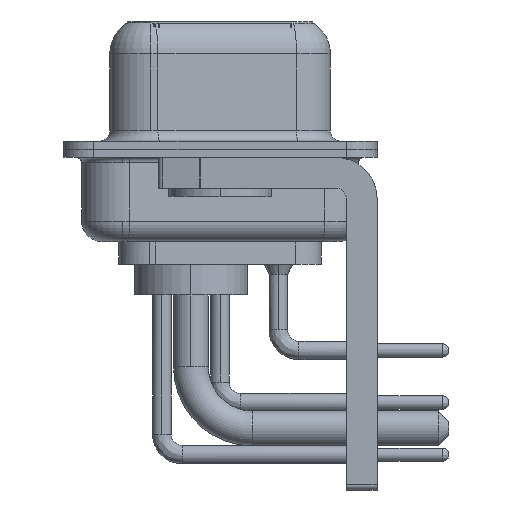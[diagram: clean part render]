
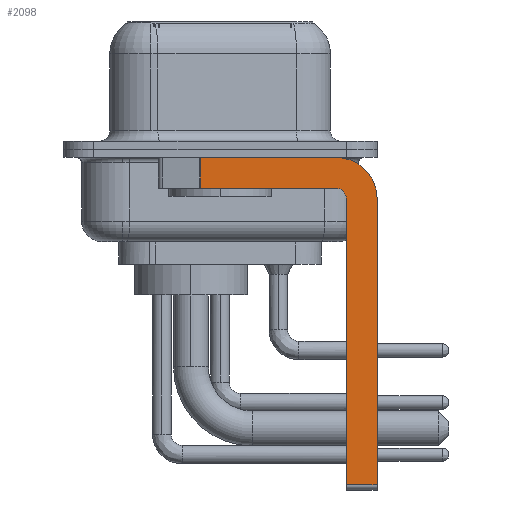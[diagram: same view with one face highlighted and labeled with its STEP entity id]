
A CAD part, left-side view. The second image highlights one B-rep face of the part: STEP entity #2098.
In plain terms, the highlighted planar face has unit normal (-1, 0, 0).
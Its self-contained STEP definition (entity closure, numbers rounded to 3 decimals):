
#302 = CARTESIAN_POINT ( 'NONE',  ( -2.9, -5.65, -1.9 ) ) ;
#1426 = VERTEX_POINT ( 'NONE', #18728 ) ;
#2098 = ADVANCED_FACE ( 'NONE', ( #16373 ), #27117, .F. ) ;
#2205 = EDGE_CURVE ( 'NONE', #8034, #2711, #17724, .T. ) ;
#2325 = DIRECTION ( 'NONE',  ( 1., 0., 0. ) ) ;
#2711 = VERTEX_POINT ( 'NONE', #16592 ) ;
#4228 = VECTOR ( 'NONE', #9724, 1000. ) ;
#4369 = DIRECTION ( 'NONE',  ( 0., 0., 1. ) ) ;
#5393 = CARTESIAN_POINT ( 'NONE',  ( -2.9, -7.65, -16.35 ) ) ;
#6098 = CARTESIAN_POINT ( 'NONE',  ( -2.9, 3., -0.4 ) ) ;
#6209 = CARTESIAN_POINT ( 'NONE',  ( -2.9, -7.65, -2.4 ) ) ;
#6835 = VECTOR ( 'NONE', #15892, 1000. ) ;
#7357 = CARTESIAN_POINT ( 'NONE',  ( -2.9, -6.15, -16.6 ) ) ;
#7600 = DIRECTION ( 'NONE',  ( 0., 0., -1. ) ) ;
#8034 = VERTEX_POINT ( 'NONE', #33516 ) ;
#8761 = DIRECTION ( 'NONE',  ( 0., 0., 1. ) ) ;
#8846 = LINE ( 'NONE', #6209, #4228 ) ;
#9129 = DIRECTION ( 'NONE',  ( 0., 0., -1. ) ) ;
#9724 = DIRECTION ( 'NONE',  ( 0., 0., -1. ) ) ;
#10380 = EDGE_CURVE ( 'NONE', #29044, #15367, #8846, .T. ) ;
#10504 = EDGE_LOOP ( 'NONE', ( #29852, #27647, #34324, #31487, #17231, #17903, #34314, #29554 ) ) ;
#12670 = EDGE_CURVE ( 'NONE', #23521, #16724, #16781, .T. ) ;
#12736 = CARTESIAN_POINT ( 'NONE',  ( -2.9, -5.65, -16.35 ) ) ;
#13449 = CARTESIAN_POINT ( 'NONE',  ( -2.9, -5.65, -1.9 ) ) ;
#13658 = VECTOR ( 'NONE', #33333, 1000. ) ;
#13736 = CARTESIAN_POINT ( 'NONE',  ( -2.9, -5.65, -2.4 ) ) ;
#14272 = CARTESIAN_POINT ( 'NONE',  ( -2.9, 0.978, -1.9 ) ) ;
#15367 = VERTEX_POINT ( 'NONE', #5393 ) ;
#15379 = LINE ( 'NONE', #12736, #6835 ) ;
#15400 = VECTOR ( 'NONE', #4369, 1000. ) ;
#15892 = DIRECTION ( 'NONE',  ( 0., -1., 0. ) ) ;
#16373 = FACE_OUTER_BOUND ( 'NONE', #10504, .T. ) ;
#16592 = CARTESIAN_POINT ( 'NONE',  ( -2.9, -6.15, -2.4 ) ) ;
#16724 = VERTEX_POINT ( 'NONE', #28620 ) ;
#16781 = LINE ( 'NONE', #13449, #25747 ) ;
#17210 = CARTESIAN_POINT ( 'NONE',  ( -2.9, -7.65, -2.4 ) ) ;
#17231 = ORIENTED_EDGE ( 'NONE', *, *, #2205, .F. ) ;
#17278 = EDGE_CURVE ( 'NONE', #8034, #15367, #15379, .T. ) ;
#17724 = LINE ( 'NONE', #7357, #15400 ) ;
#17903 = ORIENTED_EDGE ( 'NONE', *, *, #17278, .T. ) ;
#18728 = CARTESIAN_POINT ( 'NONE',  ( -2.9, 0.978, -0.4 ) ) ;
#20187 = EDGE_CURVE ( 'NONE', #2711, #23521, #26043, .T. ) ;
#20968 = AXIS2_PLACEMENT_3D ( 'NONE', #33357, #24943, #8761 ) ;
#21856 = EDGE_CURVE ( 'NONE', #21987, #29044, #33737, .T. ) ;
#21987 = VERTEX_POINT ( 'NONE', #24997 ) ;
#22627 = LINE ( 'NONE', #6098, #13658 ) ;
#23521 = VERTEX_POINT ( 'NONE', #302 ) ;
#23640 = EDGE_CURVE ( 'NONE', #1426, #21987, #22627, .T. ) ;
#24216 = AXIS2_PLACEMENT_3D ( 'NONE', #34319, #2325, #7600 ) ;
#24481 = DIRECTION ( 'NONE',  ( 1., 0., 0. ) ) ;
#24497 = LINE ( 'NONE', #14272, #28486 ) ;
#24943 = DIRECTION ( 'NONE',  ( -1., 0., 0. ) ) ;
#24997 = CARTESIAN_POINT ( 'NONE',  ( -2.9, -5.65, -0.4 ) ) ;
#25747 = VECTOR ( 'NONE', #27174, 1000. ) ;
#26043 = CIRCLE ( 'NONE', #20968, 0.5 ) ;
#27117 = PLANE ( 'NONE',  #28309 ) ;
#27174 = DIRECTION ( 'NONE',  ( 0., 1., 0. ) ) ;
#27647 = ORIENTED_EDGE ( 'NONE', *, *, #28372, .T. ) ;
#28309 = AXIS2_PLACEMENT_3D ( 'NONE', #13736, #24481, #9129 ) ;
#28372 = EDGE_CURVE ( 'NONE', #1426, #16724, #24497, .T. ) ;
#28486 = VECTOR ( 'NONE', #32912, 1000. ) ;
#28620 = CARTESIAN_POINT ( 'NONE',  ( -2.9, 0.978, -1.9 ) ) ;
#29044 = VERTEX_POINT ( 'NONE', #17210 ) ;
#29554 = ORIENTED_EDGE ( 'NONE', *, *, #21856, .F. ) ;
#29852 = ORIENTED_EDGE ( 'NONE', *, *, #23640, .F. ) ;
#31487 = ORIENTED_EDGE ( 'NONE', *, *, #20187, .F. ) ;
#32912 = DIRECTION ( 'NONE',  ( 0., 0., -1. ) ) ;
#33333 = DIRECTION ( 'NONE',  ( 0., -1., 0. ) ) ;
#33357 = CARTESIAN_POINT ( 'NONE',  ( -2.9, -5.65, -2.4 ) ) ;
#33516 = CARTESIAN_POINT ( 'NONE',  ( -2.9, -6.15, -16.35 ) ) ;
#33737 = CIRCLE ( 'NONE', #24216, 2. ) ;
#34314 = ORIENTED_EDGE ( 'NONE', *, *, #10380, .F. ) ;
#34319 = CARTESIAN_POINT ( 'NONE',  ( -2.9, -5.65, -2.4 ) ) ;
#34324 = ORIENTED_EDGE ( 'NONE', *, *, #12670, .F. ) ;
